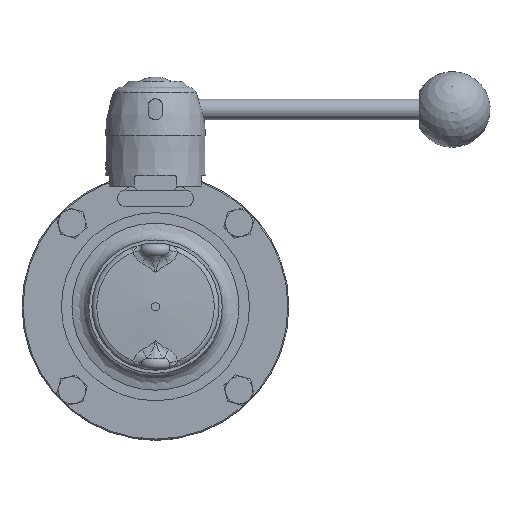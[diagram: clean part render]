
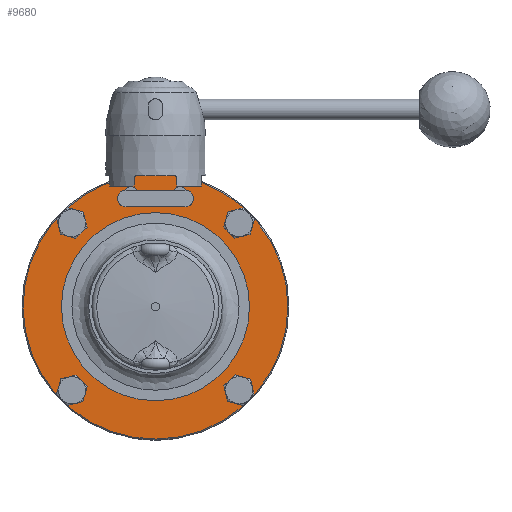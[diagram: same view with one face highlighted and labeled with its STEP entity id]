
A CAD part, left-side view. The second image highlights one B-rep face of the part: STEP entity #9680.
In plain terms, the highlighted planar face has unit normal (-1, 0, 0).
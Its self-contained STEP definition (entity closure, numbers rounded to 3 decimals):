
#598=CARTESIAN_POINT('',(-10.,-38.392,-34.245));
#599=VERTEX_POINT('',#598);
#600=CARTESIAN_POINT('',(-10.,-39.775,-39.775));
#601=DIRECTION('',(1.,0.0,0.0));
#602=DIRECTION('',(0.0,0.243,0.97));
#603=AXIS2_PLACEMENT_3D('',#600,#601,#602);
#604=CIRCLE('',#603,5.7);
#605=EDGE_CURVE('',#599,#599,#604,.T.);
#1476=CARTESIAN_POINT('',(-10.,38.392,34.245));
#1477=VERTEX_POINT('',#1476);
#1478=CARTESIAN_POINT('',(-10.,39.775,39.775));
#1479=DIRECTION('',(1.,0.0,0.0));
#1480=DIRECTION('',(0.0,-0.243,-0.97));
#1481=AXIS2_PLACEMENT_3D('',#1478,#1479,#1480);
#1482=CIRCLE('',#1481,5.7);
#1483=EDGE_CURVE('',#1477,#1477,#1482,.T.);
#2537=CARTESIAN_POINT('',(-10.,-44.75,0.0));
#2538=VERTEX_POINT('',#2537);
#2539=CARTESIAN_POINT('',(-10.,0.0,0.0));
#2540=DIRECTION('',(-1.0,0.0,0.0));
#2541=DIRECTION('',(0.0,-1.0,0.0));
#2542=AXIS2_PLACEMENT_3D('',#2539,#2540,#2541);
#2543=CIRCLE('',#2542,44.75);
#2544=EDGE_CURVE('',#2538,#2538,#2543,.T.);
#2556=CARTESIAN_POINT('',(-10.,12.426,61.762));
#2557=VERTEX_POINT('',#2556);
#2565=CARTESIAN_POINT('',(-10.,-12.426,61.762));
#2566=VERTEX_POINT('',#2565);
#2567=CARTESIAN_POINT('',(-10.,0.0,0.0));
#2568=DIRECTION('',(-1.0,0.0,0.0));
#2569=DIRECTION('',(0.0,-1.0,0.0));
#2570=AXIS2_PLACEMENT_3D('',#2567,#2568,#2569);
#2571=CIRCLE('',#2570,63.);
#2572=EDGE_CURVE('',#2566,#2557,#2571,.T.);
#2583=CARTESIAN_POINT('',(-10.,-12.535,61.74));
#2584=VERTEX_POINT('',#2583);
#2592=CARTESIAN_POINT('',(-10.,12.535,61.74));
#2593=VERTEX_POINT('',#2592);
#2594=CARTESIAN_POINT('',(-10.,0.0,0.0));
#2595=DIRECTION('',(-1.0,0.0,0.0));
#2596=DIRECTION('',(0.0,-1.0,0.0));
#2597=AXIS2_PLACEMENT_3D('',#2594,#2595,#2596);
#2598=CIRCLE('',#2597,63.);
#2599=EDGE_CURVE('',#2593,#2584,#2598,.T.);
#7720=CARTESIAN_POINT('',(-10.,-34.245,38.392));
#7721=VERTEX_POINT('',#7720);
#7722=CARTESIAN_POINT('',(-10.,-39.775,39.775));
#7723=DIRECTION('',(1.,0.0,0.0));
#7724=DIRECTION('',(0.0,0.97,-0.243));
#7725=AXIS2_PLACEMENT_3D('',#7722,#7723,#7724);
#7726=CIRCLE('',#7725,5.7);
#7727=EDGE_CURVE('',#7721,#7721,#7726,.T.);
#8590=CARTESIAN_POINT('',(-10.,34.245,-38.392));
#8591=VERTEX_POINT('',#8590);
#8592=CARTESIAN_POINT('',(-10.,39.775,-39.775));
#8593=DIRECTION('',(1.,0.0,0.0));
#8594=DIRECTION('',(0.0,-0.97,0.243));
#8595=AXIS2_PLACEMENT_3D('',#8592,#8593,#8594);
#8596=CIRCLE('',#8595,5.7);
#8597=EDGE_CURVE('',#8591,#8591,#8596,.T.);
#9351=CARTESIAN_POINT('',(-10.0,-14.515,55.467));
#9352=VERTEX_POINT('',#9351);
#9359=CARTESIAN_POINT('',(-10.,-8.507,55.5));
#9360=VERTEX_POINT('',#9359);
#9361=CARTESIAN_POINT('',(-10.0,-11.5,53.5));
#9362=DIRECTION('',(1.0,0.0,0.0));
#9363=DIRECTION('',(0.0,0.0,-1.0));
#9364=AXIS2_PLACEMENT_3D('',#9361,#9362,#9363);
#9365=CIRCLE('',#9364,3.6);
#9366=EDGE_CURVE('',#9360,#9352,#9365,.T.);
#9391=CARTESIAN_POINT('',(-10.0,14.515,55.467));
#9392=VERTEX_POINT('',#9391);
#9410=CARTESIAN_POINT('',(-10.,8.507,55.5));
#9411=VERTEX_POINT('',#9410);
#9418=CARTESIAN_POINT('',(-10.0,11.5,53.5));
#9419=DIRECTION('',(1.0,0.0,0.0));
#9420=DIRECTION('',(0.0,0.0,-1.0));
#9421=AXIS2_PLACEMENT_3D('',#9418,#9419,#9420);
#9422=CIRCLE('',#9421,3.6);
#9423=EDGE_CURVE('',#9392,#9411,#9422,.T.);
#9475=CARTESIAN_POINT('',(-10.,-14.,47.5));
#9476=VERTEX_POINT('',#9475);
#9477=CARTESIAN_POINT('',(-10.,14.0,47.5));
#9478=VERTEX_POINT('',#9477);
#9479=CARTESIAN_POINT('',(-10.,-14.,47.5));
#9480=DIRECTION('',(0.0,1.0,0.0));
#9481=VECTOR('',#9480,28.);
#9482=LINE('',#9479,#9481);
#9483=EDGE_CURVE('',#9476,#9478,#9482,.T.);
#9506=CARTESIAN_POINT('',(-10.,14.0,51.5));
#9507=DIRECTION('',(1.0,0.0,0.0));
#9508=DIRECTION('',(0.0,0.0,1.0));
#9509=AXIS2_PLACEMENT_3D('',#9506,#9507,#9508);
#9510=CIRCLE('',#9509,4.);
#9511=EDGE_CURVE('',#9478,#9392,#9510,.T.);
#9580=CARTESIAN_POINT('',(-10.,8.507,55.5));
#9581=DIRECTION('',(0.0,-1.0,0.0));
#9582=VECTOR('',#9581,17.013);
#9583=LINE('',#9580,#9582);
#9584=EDGE_CURVE('',#9411,#9360,#9583,.T.);
#9605=CARTESIAN_POINT('',(-10.,-14.,51.5));
#9606=DIRECTION('',(1.0,0.0,0.0));
#9607=DIRECTION('',(0.0,0.0,-1.0));
#9608=AXIS2_PLACEMENT_3D('',#9605,#9606,#9607);
#9609=CIRCLE('',#9608,4.);
#9610=EDGE_CURVE('',#9352,#9476,#9609,.T.);
#9620=CARTESIAN_POINT('',(-10.,-53.875,0.0));
#9621=DIRECTION('',(-1.0,0.0,0.0));
#9622=DIRECTION('',(0.0,0.0,-1.0));
#9623=AXIS2_PLACEMENT_3D('',#9620,#9621,#9622);
#9624=PLANE('',#9623);
#9625=CARTESIAN_POINT('',(-10.,12.426,61.74));
#9626=VERTEX_POINT('',#9625);
#9627=CARTESIAN_POINT('',(-10.,12.426,61.762));
#9628=DIRECTION('',(0.0,0.0,-1.0));
#9629=VECTOR('',#9628,0.022);
#9630=LINE('',#9627,#9629);
#9631=EDGE_CURVE('',#2557,#9626,#9630,.T.);
#9632=ORIENTED_EDGE('',*,*,#9631,.T.);
#9633=CARTESIAN_POINT('',(-10.,12.426,61.74));
#9634=DIRECTION('',(0.0,1.0,0.0));
#9635=VECTOR('',#9634,0.109);
#9636=LINE('',#9633,#9635);
#9637=EDGE_CURVE('',#9626,#2593,#9636,.T.);
#9638=ORIENTED_EDGE('',*,*,#9637,.T.);
#9639=ORIENTED_EDGE('',*,*,#2599,.T.);
#9640=CARTESIAN_POINT('',(-10.,-12.426,61.74));
#9641=VERTEX_POINT('',#9640);
#9642=CARTESIAN_POINT('',(-10.,-12.535,61.74));
#9643=DIRECTION('',(0.0,1.0,0.0));
#9644=VECTOR('',#9643,0.109);
#9645=LINE('',#9642,#9644);
#9646=EDGE_CURVE('',#2584,#9641,#9645,.T.);
#9647=ORIENTED_EDGE('',*,*,#9646,.T.);
#9648=CARTESIAN_POINT('',(-10.,-12.426,61.74));
#9649=DIRECTION('',(0.0,0.0,1.0));
#9650=VECTOR('',#9649,0.022);
#9651=LINE('',#9648,#9650);
#9652=EDGE_CURVE('',#9641,#2566,#9651,.T.);
#9653=ORIENTED_EDGE('',*,*,#9652,.T.);
#9654=ORIENTED_EDGE('',*,*,#2572,.T.);
#9655=EDGE_LOOP('',(#9632,#9638,#9639,#9647,#9653,#9654));
#9656=FACE_OUTER_BOUND('',#9655,.T.);
#9657=ORIENTED_EDGE('',*,*,#605,.T.);
#9658=EDGE_LOOP('',(#9657));
#9659=FACE_BOUND('',#9658,.T.);
#9660=ORIENTED_EDGE('',*,*,#8597,.T.);
#9661=EDGE_LOOP('',(#9660));
#9662=FACE_BOUND('',#9661,.T.);
#9663=ORIENTED_EDGE('',*,*,#1483,.T.);
#9664=EDGE_LOOP('',(#9663));
#9665=FACE_BOUND('',#9664,.T.);
#9666=ORIENTED_EDGE('',*,*,#7727,.T.);
#9667=EDGE_LOOP('',(#9666));
#9668=FACE_BOUND('',#9667,.T.);
#9669=ORIENTED_EDGE('',*,*,#9610,.T.);
#9670=ORIENTED_EDGE('',*,*,#9483,.T.);
#9671=ORIENTED_EDGE('',*,*,#9511,.T.);
#9672=ORIENTED_EDGE('',*,*,#9423,.T.);
#9673=ORIENTED_EDGE('',*,*,#9584,.T.);
#9674=ORIENTED_EDGE('',*,*,#9366,.T.);
#9675=EDGE_LOOP('',(#9669,#9670,#9671,#9672,#9673,#9674));
#9676=FACE_BOUND('',#9675,.T.);
#9677=ORIENTED_EDGE('',*,*,#2544,.F.);
#9678=EDGE_LOOP('',(#9677));
#9679=FACE_BOUND('',#9678,.T.);
#9680=ADVANCED_FACE('',(#9656,#9659,#9662,#9665,#9668,#9676,#9679),#9624,.T.);
